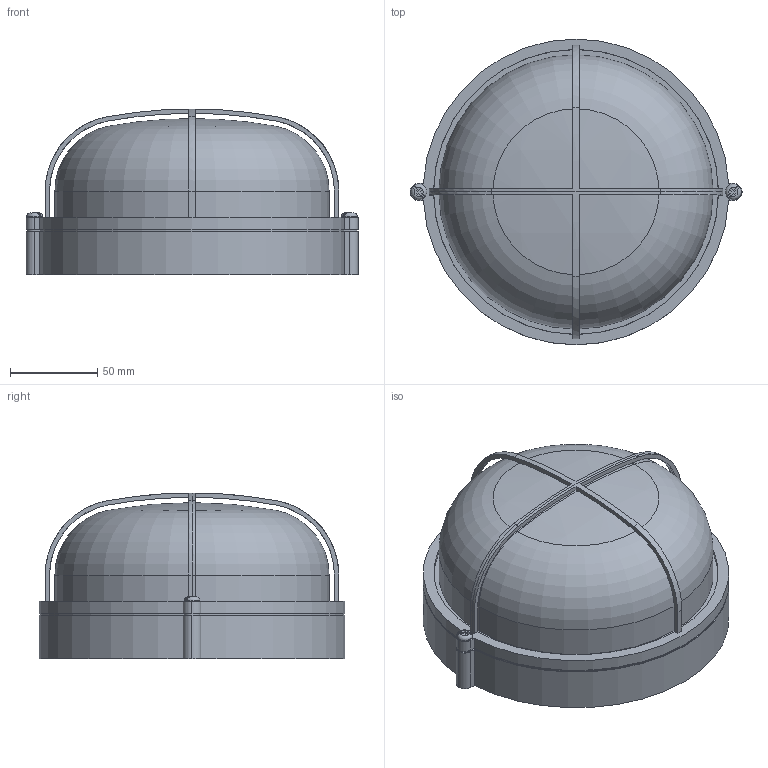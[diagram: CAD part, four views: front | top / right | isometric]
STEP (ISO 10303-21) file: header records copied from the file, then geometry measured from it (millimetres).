
FILE_DESCRIPTION (( 'STEP AP214' ), '1' );
FILE_NAME ('LNPP0-1308-1-060-K02 Ñâåòèëüíèê ÍÏÏ1308 ÷åðíûé_êðóã ðåøåòêà êðóïíàÿ 60Âò IP54 ÈÝÊ.STEP', '2017-06-23T07:55:56', ( '' ), ( '' ), 'SwSTEP 2.0', 'SolidWorks 2014', '' );
FILE_SCHEMA (( 'AUTOMOTIVE_DESIGN' ));
Length unit declared in the file: millimetre
Products named in the file (1): LNPP0-1308-1-060-K02 Ñâåòèëüíèê ÍÏÏ1308 ÷åðíûé_êðóã ðåøåòêà êðóïíàÿ 60Âò IP54  ÈÝÊ
Bounding box: 190 x 175 x 95 mm (x, y, z)
Volume: 1512276.7 mm3; surface area: 98821.3 mm2
Topology: 1 solids, 1 shells, 140 faces, 369 edges, 240 vertices
Faces by surface type: plane 64, cylinder 46, torus 24, sphere 6
Entity records: 4962 total; most frequent: CARTESIAN_POINT 1354, DIRECTION 790, ORIENTED_EDGE 738, EDGE_CURVE 369, AXIS2_PLACEMENT_3D 316, VERTEX_POINT 240, CIRCLE 175, LINE 158
